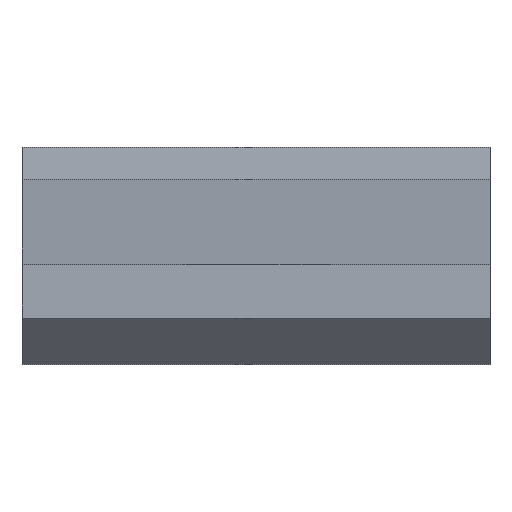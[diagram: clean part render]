
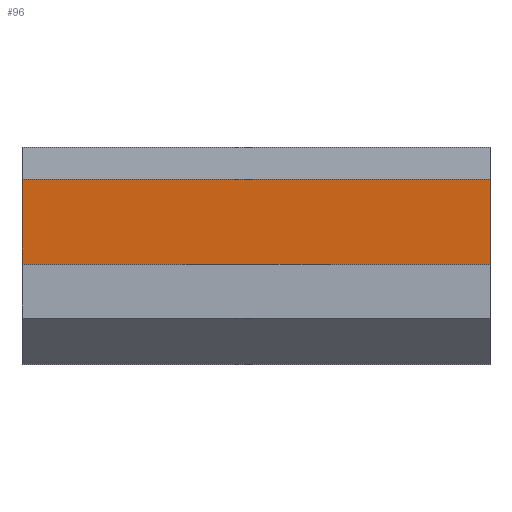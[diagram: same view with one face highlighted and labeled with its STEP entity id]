
A CAD part, top view. The second image highlights one B-rep face of the part: STEP entity #96.
In plain terms, the highlighted planar face has unit normal (0, -0.087, 0.996).
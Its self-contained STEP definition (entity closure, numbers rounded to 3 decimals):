
#24 = VERTEX_POINT('',#25);
#25 = CARTESIAN_POINT('',(7.62,2.585,19.1));
#40 = VERTEX_POINT('',#41);
#41 = CARTESIAN_POINT('',(-2.54,2.585,19.1));
#47 = EDGE_CURVE('',#24,#40,#48,.T.);
#48 = LINE('',#49,#50);
#49 = CARTESIAN_POINT('',(7.62,2.585,19.1));
#50 = VECTOR('',#51,1.);
#51 = DIRECTION('',(-1.,0.,0.));
#78 = EDGE_CURVE('',#24,#79,#81,.T.);
#79 = VERTEX_POINT('',#80);
#80 = CARTESIAN_POINT('',(7.62,0.745,18.939));
#81 = LINE('',#82,#83);
#82 = CARTESIAN_POINT('',(7.62,2.585,19.1));
#83 = VECTOR('',#84,1.);
#84 = DIRECTION('',(0.,-0.996,-0.087));
#96 = ADVANCED_FACE('',(#97),#115,.T.);
#97 = FACE_BOUND('',#98,.T.);
#98 = EDGE_LOOP('',(#99,#100,#101,#109));
#99 = ORIENTED_EDGE('',*,*,#78,.F.);
#100 = ORIENTED_EDGE('',*,*,#47,.T.);
#101 = ORIENTED_EDGE('',*,*,#102,.F.);
#102 = EDGE_CURVE('',#103,#40,#105,.T.);
#103 = VERTEX_POINT('',#104);
#104 = CARTESIAN_POINT('',(-2.54,0.745,18.939));
#105 = LINE('',#106,#107);
#106 = CARTESIAN_POINT('',(-2.54,1.06,18.967));
#107 = VECTOR('',#108,1.);
#108 = DIRECTION('',(0.,0.996,0.087));
#109 = ORIENTED_EDGE('',*,*,#110,.F.);
#110 = EDGE_CURVE('',#79,#103,#111,.T.);
#111 = LINE('',#112,#113);
#112 = CARTESIAN_POINT('',(7.62,0.745,18.939));
#113 = VECTOR('',#114,1.);
#114 = DIRECTION('',(-1.,0.,0.));
#115 = PLANE('',#116);
#116 = AXIS2_PLACEMENT_3D('',#117,#118,#119);
#117 = CARTESIAN_POINT('',(7.62,2.585,19.1));
#118 = DIRECTION('',(0.,-0.087,0.996));
#119 = DIRECTION('',(0.,-0.996,-0.087));
